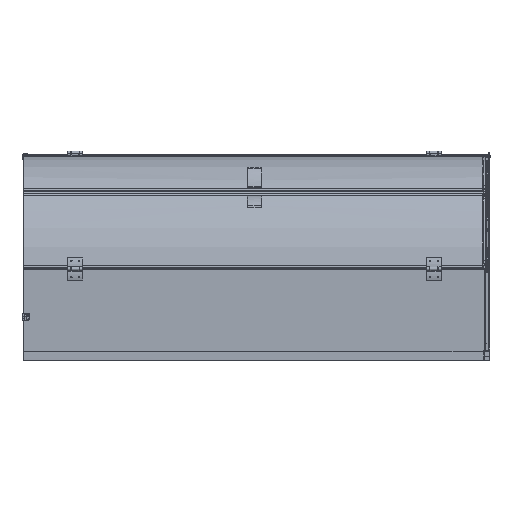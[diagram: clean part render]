
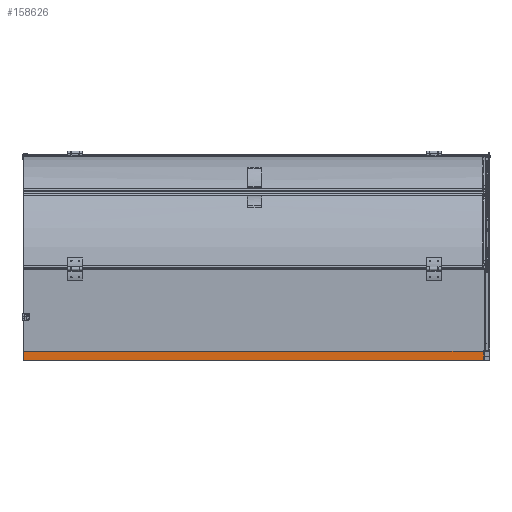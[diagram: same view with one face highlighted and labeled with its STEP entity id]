
A CAD part, left-side view. The second image highlights one B-rep face of the part: STEP entity #158626.
In plain terms, the highlighted cylindrical face has radius 960.746 mm (diameter 1921.49 mm), a partial arc.
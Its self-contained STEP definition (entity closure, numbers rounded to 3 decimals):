
#101 = VECTOR ( 'NONE', #404778, 1000. ) ;
#1204 = CARTESIAN_POINT ( 'NONE',  ( 293.716, 966.8, -829.173 ) ) ;
#6225 = CARTESIAN_POINT ( 'NONE',  ( -666.828, -959.5, -809.49 ) ) ;
#8451 = VERTEX_POINT ( 'NONE', #251583 ) ;
#38058 = EDGE_CURVE ( 'NONE', #38168, #198800, #113917, .T. ) ;
#38168 = VERTEX_POINT ( 'NONE', #149831 ) ;
#61289 = ORIENTED_EDGE ( 'NONE', *, *, #90763, .F. ) ;
#66979 = VERTEX_POINT ( 'NONE', #595807 ) ;
#73114 = CARTESIAN_POINT ( 'NONE',  ( -666.832, -959.5, -848.706 ) ) ;
#90763 = EDGE_CURVE ( 'NONE', #190721, #8451, #100379, .T. ) ;
#91208 = CARTESIAN_POINT ( 'NONE',  ( -666.832, -959.5, -848.706 ) ) ;
#100379 = LINE ( 'NONE', #403796, #108141 ) ;
#108141 = VECTOR ( 'NONE', #167844, 1000. ) ;
#113045 = EDGE_LOOP ( 'NONE', ( #238060, #367543, #167779, #61289, #520594, #326220 ) ) ;
#113917 = B_SPLINE_CURVE_WITH_KNOTS ( 'NONE', 3,
 ( #209465, #449620, #501696, #215635 ),
 .UNSPECIFIED., .F., .F.,
 ( 4, 4 ),
 ( 0., 1. ),
 .UNSPECIFIED. ) ;
#119748 = DIRECTION ( 'NONE',  ( 0., -1., 0. ) ) ;
#134138 = LINE ( 'NONE', #91208, #470267 ) ;
#146211 = DIRECTION ( 'NONE',  ( 0., -1., 0. ) ) ;
#149831 = CARTESIAN_POINT ( 'NONE',  ( -666.828, -959.5, -809.49 ) ) ;
#158626 = ADVANCED_FACE ( 'NONE', ( #266709 ), #318868, .T. ) ;
#167779 = ORIENTED_EDGE ( 'NONE', *, *, #534305, .F. ) ;
#167844 = DIRECTION ( 'NONE',  ( 0., -1., 0. ) ) ;
#172100 = LINE ( 'NONE', #496748, #101 ) ;
#183453 = VECTOR ( 'NONE', #146211, 1000. ) ;
#190721 = VERTEX_POINT ( 'NONE', #464738 ) ;
#197451 = DIRECTION ( 'NONE',  ( 0., -1., 0. ) ) ;
#198800 = VERTEX_POINT ( 'NONE', #73114 ) ;
#199503 = DIRECTION ( 'NONE',  ( 0., 0., -1. ) ) ;
#209465 = CARTESIAN_POINT ( 'NONE',  ( -666.828, -959.5, -809.49 ) ) ;
#215635 = CARTESIAN_POINT ( 'NONE',  ( -666.832, -959.5, -848.706 ) ) ;
#232082 = EDGE_CURVE ( 'NONE', #580588, #66979, #172100, .T. ) ;
#235161 = DIRECTION ( 'NONE',  ( 0., -1., 0. ) ) ;
#238060 = ORIENTED_EDGE ( 'NONE', *, *, #394857, .T. ) ;
#243366 = LINE ( 'NONE', #6225, #183453 ) ;
#251583 = CARTESIAN_POINT ( 'NONE',  ( -666.828, 966.5, -809.49 ) ) ;
#266709 = FACE_OUTER_BOUND ( 'NONE', #113045, .T. ) ;
#311752 = CARTESIAN_POINT ( 'NONE',  ( 293.716, -959.5, -829.173 ) ) ;
#318868 = CYLINDRICAL_SURFACE ( 'NONE', #494527, 960.747 ) ;
#320819 = CARTESIAN_POINT ( 'NONE',  ( -666.832, 966.8, -848.706 ) ) ;
#326220 = ORIENTED_EDGE ( 'NONE', *, *, #232082, .T. ) ;
#365110 = AXIS2_PLACEMENT_3D ( 'NONE', #1204, #197451, #199503 ) ;
#367543 = ORIENTED_EDGE ( 'NONE', *, *, #38058, .F. ) ;
#375579 = EDGE_CURVE ( 'NONE', #190721, #580588, #408084, .T. ) ;
#394857 = EDGE_CURVE ( 'NONE', #66979, #198800, #134138, .T. ) ;
#403796 = CARTESIAN_POINT ( 'NONE',  ( -666.828, 966.5, -809.489 ) ) ;
#404778 = DIRECTION ( 'NONE',  ( 0., -1., 0. ) ) ;
#408084 = CIRCLE ( 'NONE', #365110, 960.747 ) ;
#449620 = CARTESIAN_POINT ( 'NONE',  ( -667.096, -959.5, -822.562 ) ) ;
#464738 = CARTESIAN_POINT ( 'NONE',  ( -666.828, 966.8, -809.489 ) ) ;
#470267 = VECTOR ( 'NONE', #235161, 1000. ) ;
#494527 = AXIS2_PLACEMENT_3D ( 'NONE', #311752, #119748, #595809 ) ;
#496748 = CARTESIAN_POINT ( 'NONE',  ( -666.832, -959.5, -848.706 ) ) ;
#501696 = CARTESIAN_POINT ( 'NONE',  ( -667.097, -959.5, -835.634 ) ) ;
#520594 = ORIENTED_EDGE ( 'NONE', *, *, #375579, .T. ) ;
#534305 = EDGE_CURVE ( 'NONE', #8451, #38168, #243366, .T. ) ;
#580588 = VERTEX_POINT ( 'NONE', #320819 ) ;
#595807 = CARTESIAN_POINT ( 'NONE',  ( -666.832, 966.5, -848.706 ) ) ;
#595809 = DIRECTION ( 'NONE',  ( 0., 0., -1. ) ) ;
